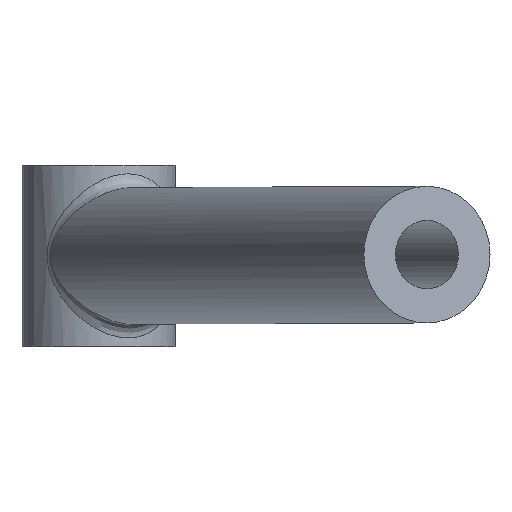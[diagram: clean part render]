
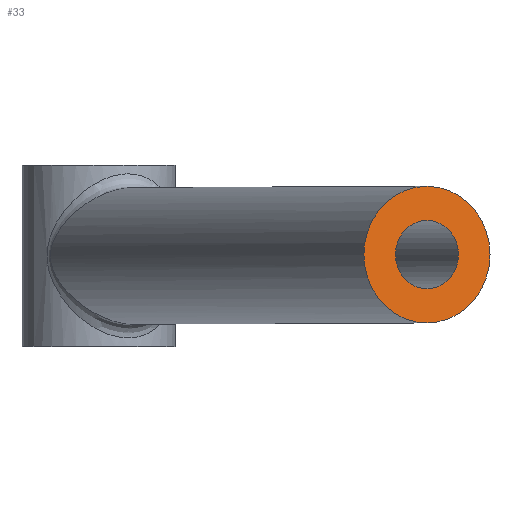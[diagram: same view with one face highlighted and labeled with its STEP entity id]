
A CAD part, top view. The second image highlights one B-rep face of the part: STEP entity #33.
In plain terms, the highlighted planar face has unit normal (0.384, 0, 0.923).
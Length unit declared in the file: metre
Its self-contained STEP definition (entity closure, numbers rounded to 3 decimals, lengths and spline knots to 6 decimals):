
#33 = ADVANCED_FACE( '', ( #68, #69 ), #70, .T. );
#68 = FACE_BOUND( '', #111, .T. );
#69 = FACE_OUTER_BOUND( '', #112, .T. );
#70 = PLANE( '', #113 );
#111 = EDGE_LOOP( '', ( #1894 ) );
#112 = EDGE_LOOP( '', ( #1895 ) );
#113 = AXIS2_PLACEMENT_3D( '', #1896, #1897, #1898 );
#1894 = ORIENTED_EDGE( '', *, *, #1945, .F. );
#1895 = ORIENTED_EDGE( '', *, *, #1946, .T. );
#1896 = CARTESIAN_POINT( '', ( 1.817297, 0., 2.099322 ) );
#1897 = DIRECTION( '', ( 0.384, 0., 0.923 ) );
#1898 = DIRECTION( '', ( 0., 1., 0. ) );
#1945 = EDGE_CURVE( '', #1963, #1963, #1964, .T. );
#1946 = EDGE_CURVE( '', #1965, #1965, #1966, .T. );
#1963 = VERTEX_POINT( '', #1990 );
#1964 = CIRCLE( '', #1991, 0.0396 );
#1965 = VERTEX_POINT( '', #1992 );
#1966 = CIRCLE( '', #1993, 0.0792 );
#1990 = CARTESIAN_POINT( '', ( 1.817297, 0.0396, 2.099322 ) );
#1991 = AXIS2_PLACEMENT_3D( '', #2909, #2910, #2911 );
#1992 = CARTESIAN_POINT( '', ( 1.817297, 0.0792, 2.099322 ) );
#1993 = AXIS2_PLACEMENT_3D( '', #2912, #2913, #2914 );
#2909 = CARTESIAN_POINT( '', ( 1.817297, 0., 2.099322 ) );
#2910 = DIRECTION( '', ( 0.384, 0., 0.923 ) );
#2911 = DIRECTION( '', ( 0., 1., 0. ) );
#2912 = CARTESIAN_POINT( '', ( 1.817297, 0., 2.099322 ) );
#2913 = DIRECTION( '', ( 0.384, 0., 0.923 ) );
#2914 = DIRECTION( '', ( 0., 1., 0. ) );
